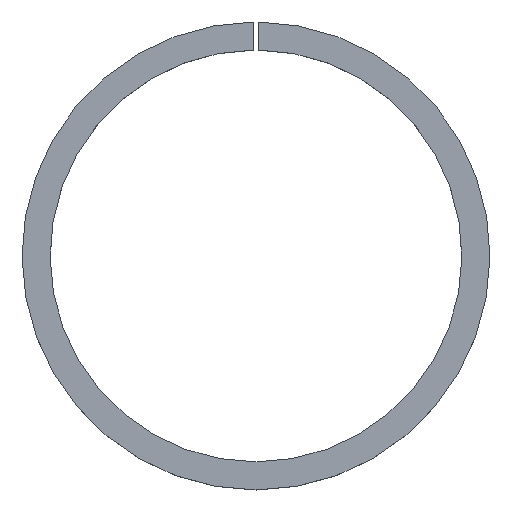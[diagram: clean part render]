
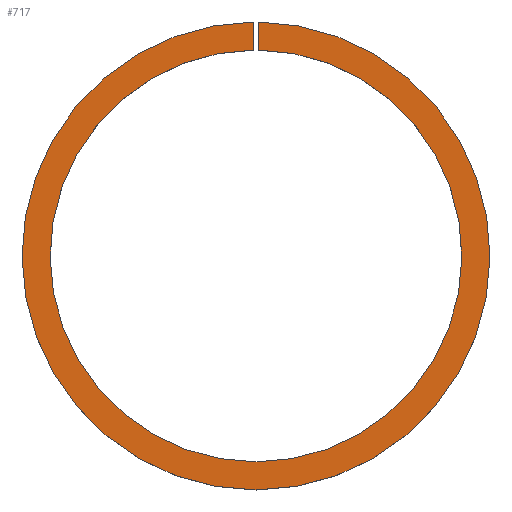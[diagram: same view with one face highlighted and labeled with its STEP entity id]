
A CAD part, top view. The second image highlights one B-rep face of the part: STEP entity #717.
In plain terms, the highlighted planar face has unit normal (0, 0, 1).
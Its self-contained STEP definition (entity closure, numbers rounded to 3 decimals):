
#416 = VECTOR ( 'NONE', #10420, 1000. ) ;
#462 = CARTESIAN_POINT ( 'NONE',  ( 0.5, 49.997, 6. ) ) ;
#634 = AXIS2_PLACEMENT_3D ( 'NONE', #9876, #834, #6184 ) ;
#717 = ADVANCED_FACE ( 'NONE', ( #3673 ), #3427, .F. ) ;
#796 = ORIENTED_EDGE ( 'NONE', *, *, #2510, .T. ) ;
#834 = DIRECTION ( 'NONE',  ( 0., 0., -1. ) ) ;
#1180 = DIRECTION ( 'NONE',  ( -1., 0., 0. ) ) ;
#1637 = LINE ( 'NONE', #7117, #3372 ) ;
#1676 = DIRECTION ( 'NONE',  ( 0., 1., 0. ) ) ;
#1864 = VERTEX_POINT ( 'NONE', #4695 ) ;
#2404 = ORIENTED_EDGE ( 'NONE', *, *, #7824, .F. ) ;
#2510 = EDGE_CURVE ( 'NONE', #6933, #5287, #1637, .T. ) ;
#3372 = VECTOR ( 'NONE', #1676, 1000. ) ;
#3427 = PLANE ( 'NONE',  #634 ) ;
#3673 = FACE_OUTER_BOUND ( 'NONE', #10483, .T. ) ;
#4554 = CIRCLE ( 'NONE', #11683, 50. ) ;
#4695 = CARTESIAN_POINT ( 'NONE',  ( 0.5, 43.997, 6. ) ) ;
#5148 = CARTESIAN_POINT ( 'NONE',  ( -0.5, 43.997, 6. ) ) ;
#5287 = VERTEX_POINT ( 'NONE', #9691 ) ;
#5581 = CARTESIAN_POINT ( 'NONE',  ( 0., 0., 6. ) ) ;
#6184 = DIRECTION ( 'NONE',  ( -1., 0., 0. ) ) ;
#6356 = ORIENTED_EDGE ( 'NONE', *, *, #8616, .F. ) ;
#6380 = CARTESIAN_POINT ( 'NONE',  ( 0.5, 0., 6. ) ) ;
#6447 = CARTESIAN_POINT ( 'NONE',  ( 0., 0., 6. ) ) ;
#6570 = DIRECTION ( 'NONE',  ( 0., 0., -1. ) ) ;
#6610 = DIRECTION ( 'NONE',  ( 0., 0., -1. ) ) ;
#6933 = VERTEX_POINT ( 'NONE', #5148 ) ;
#7117 = CARTESIAN_POINT ( 'NONE',  ( -0.5, 0., 6. ) ) ;
#7613 = AXIS2_PLACEMENT_3D ( 'NONE', #5581, #6610, #10251 ) ;
#7759 = EDGE_CURVE ( 'NONE', #1864, #6933, #8689, .T. ) ;
#7824 = EDGE_CURVE ( 'NONE', #8250, #5287, #4554, .T. ) ;
#8250 = VERTEX_POINT ( 'NONE', #462 ) ;
#8616 = EDGE_CURVE ( 'NONE', #1864, #8250, #10917, .T. ) ;
#8689 = CIRCLE ( 'NONE', #7613, 44. ) ;
#9691 = CARTESIAN_POINT ( 'NONE',  ( -0.5, 49.997, 6. ) ) ;
#9876 = CARTESIAN_POINT ( 'NONE',  ( 0., -44., 6. ) ) ;
#10251 = DIRECTION ( 'NONE',  ( -1., 0., 0. ) ) ;
#10420 = DIRECTION ( 'NONE',  ( 0., 1., 0. ) ) ;
#10483 = EDGE_LOOP ( 'NONE', ( #2404, #6356, #11046, #796 ) ) ;
#10917 = LINE ( 'NONE', #6380, #416 ) ;
#11046 = ORIENTED_EDGE ( 'NONE', *, *, #7759, .T. ) ;
#11683 = AXIS2_PLACEMENT_3D ( 'NONE', #6447, #6570, #1180 ) ;
